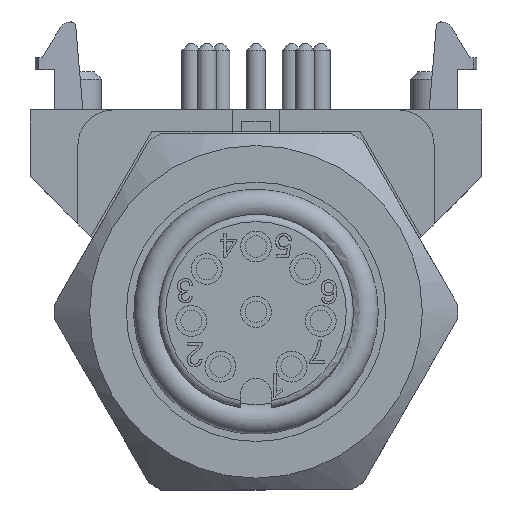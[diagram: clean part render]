
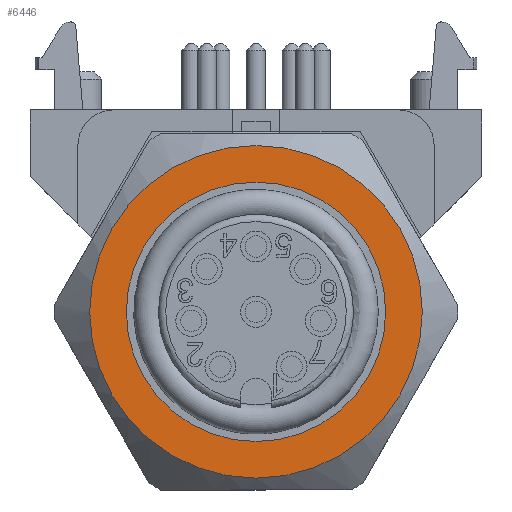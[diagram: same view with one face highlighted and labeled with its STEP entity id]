
A CAD part, front view. The second image highlights one B-rep face of the part: STEP entity #6446.
In plain terms, the highlighted planar face has unit normal (0, -1, 0).
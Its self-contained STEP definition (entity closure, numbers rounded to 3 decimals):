
#287=FACE_BOUND('',#1414,.T.);
#777=PLANE('',#6904);
#1012=FACE_OUTER_BOUND('',#1413,.T.);
#1413=EDGE_LOOP('',(#4806));
#1414=EDGE_LOOP('',(#4807));
#2990=CIRCLE('',#6903,7.);
#2991=CIRCLE('',#6905,5.46);
#3222=VERTEX_POINT('',#9288);
#3223=VERTEX_POINT('',#9291);
#3860=EDGE_CURVE('',#3222,#3222,#2990,.T.);
#3861=EDGE_CURVE('',#3223,#3223,#2991,.T.);
#4806=ORIENTED_EDGE('',*,*,#3860,.T.);
#4807=ORIENTED_EDGE('',*,*,#3861,.F.);
#6446=ADVANCED_FACE('',(#1012,#287),#777,.T.);
#6903=AXIS2_PLACEMENT_3D('',#9289,#7612,#7613);
#6904=AXIS2_PLACEMENT_3D('',#9290,#7614,#7615);
#6905=AXIS2_PLACEMENT_3D('',#9292,#7616,#7617);
#7612=DIRECTION('center_axis',(0.,-1.,0.));
#7613=DIRECTION('ref_axis',(-1.,0.,0.));
#7614=DIRECTION('center_axis',(0.,-1.,0.));
#7615=DIRECTION('ref_axis',(0.,0.,1.));
#7616=DIRECTION('center_axis',(0.,-1.,0.));
#7617=DIRECTION('ref_axis',(-1.,0.,0.));
#9288=CARTESIAN_POINT('',(-7.,6.2,0.));
#9289=CARTESIAN_POINT('Origin',(0.,6.2,0.));
#9290=CARTESIAN_POINT('Origin',(-6.23,6.2,0.));
#9291=CARTESIAN_POINT('',(-5.46,6.2,0.));
#9292=CARTESIAN_POINT('Origin',(0.,6.2,0.));
